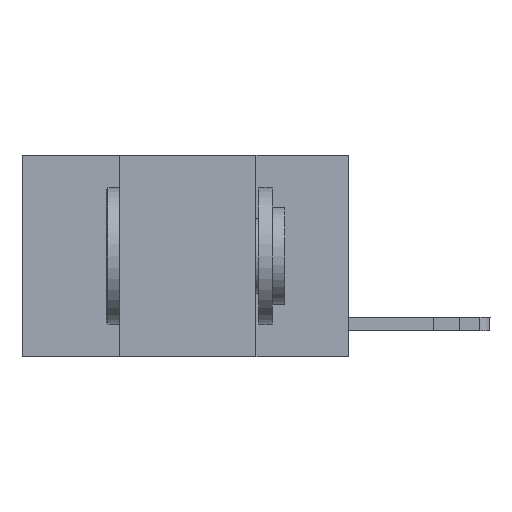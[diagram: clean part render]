
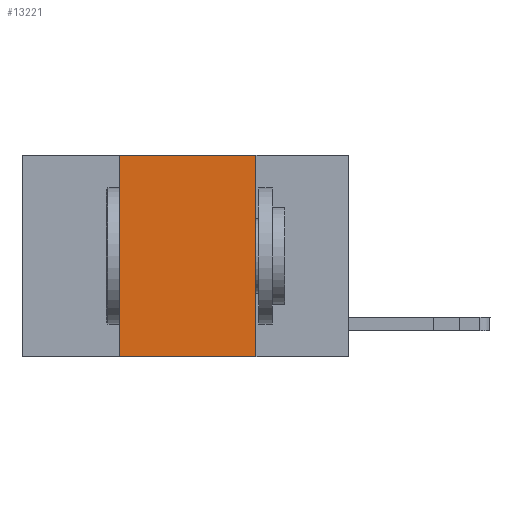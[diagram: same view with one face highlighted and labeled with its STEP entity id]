
A CAD part, left-side view. The second image highlights one B-rep face of the part: STEP entity #13221.
In plain terms, the highlighted planar face has unit normal (-1, 0, 0).
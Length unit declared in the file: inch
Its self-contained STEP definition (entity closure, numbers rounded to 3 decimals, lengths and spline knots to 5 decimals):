
#156 = AXIS2_PLACEMENT_3D ( 'NONE', #4178, #5518, #14770 ) ;
#757 = VERTEX_POINT ( 'NONE', #2769 ) ;
#1604 = CARTESIAN_POINT ( 'NONE',  ( 0., 0.17, 0. ) ) ;
#1651 = LINE ( 'NONE', #6650, #11928 ) ;
#1836 = DIRECTION ( 'NONE',  ( 0., -1., 0. ) ) ;
#2043 = ORIENTED_EDGE ( 'NONE', *, *, #7416, .F. ) ;
#2148 = VERTEX_POINT ( 'NONE', #16226 ) ;
#2769 = CARTESIAN_POINT ( 'NONE',  ( 0., 0.42, 0. ) ) ;
#3403 = DIRECTION ( 'NONE',  ( 0., 0., -1. ) ) ;
#3460 = EDGE_CURVE ( 'NONE', #2148, #9769, #12445, .T. ) ;
#4178 = CARTESIAN_POINT ( 'NONE',  ( 0., 0.6, 0. ) ) ;
#5518 = DIRECTION ( 'NONE',  ( 1., 0., 0. ) ) ;
#5777 = VECTOR ( 'NONE', #12376, 39.37008 ) ;
#6650 = CARTESIAN_POINT ( 'NONE',  ( 0., 0.42, 0. ) ) ;
#7402 = CARTESIAN_POINT ( 'NONE',  ( 0., 0.17, -0.37 ) ) ;
#7416 = EDGE_CURVE ( 'NONE', #2148, #757, #1651, .T. ) ;
#8903 = VECTOR ( 'NONE', #3403, 39.37008 ) ;
#9143 = EDGE_CURVE ( 'NONE', #10724, #9769, #14979, .T. ) ;
#9484 = ORIENTED_EDGE ( 'NONE', *, *, #3460, .T. ) ;
#9769 = VERTEX_POINT ( 'NONE', #7402 ) ;
#9800 = FACE_OUTER_BOUND ( 'NONE', #12543, .T. ) ;
#9893 = CARTESIAN_POINT ( 'NONE',  ( 0., 0.6, 0. ) ) ;
#10385 = LINE ( 'NONE', #9893, #13432 ) ;
#10724 = VERTEX_POINT ( 'NONE', #1604 ) ;
#11477 = CARTESIAN_POINT ( 'NONE',  ( 0., 0.17, 0. ) ) ;
#11928 = VECTOR ( 'NONE', #15829, 39.37008 ) ;
#12183 = PLANE ( 'NONE',  #156 ) ;
#12376 = DIRECTION ( 'NONE',  ( 0., -1., 0. ) ) ;
#12391 = CARTESIAN_POINT ( 'NONE',  ( 0., 0.6, -0.37 ) ) ;
#12445 = LINE ( 'NONE', #12391, #5777 ) ;
#12543 = EDGE_LOOP ( 'NONE', ( #12747, #13024, #2043, #9484 ) ) ;
#12747 = ORIENTED_EDGE ( 'NONE', *, *, #9143, .F. ) ;
#13024 = ORIENTED_EDGE ( 'NONE', *, *, #15949, .F. ) ;
#13221 = ADVANCED_FACE ( 'NONE', ( #9800 ), #12183, .F. ) ;
#13432 = VECTOR ( 'NONE', #1836, 39.37008 ) ;
#14770 = DIRECTION ( 'NONE',  ( 0., 0., -1. ) ) ;
#14979 = LINE ( 'NONE', #11477, #8903 ) ;
#15829 = DIRECTION ( 'NONE',  ( 0., 0., 1. ) ) ;
#15949 = EDGE_CURVE ( 'NONE', #757, #10724, #10385, .T. ) ;
#16226 = CARTESIAN_POINT ( 'NONE',  ( 0., 0.42, -0.37 ) ) ;
